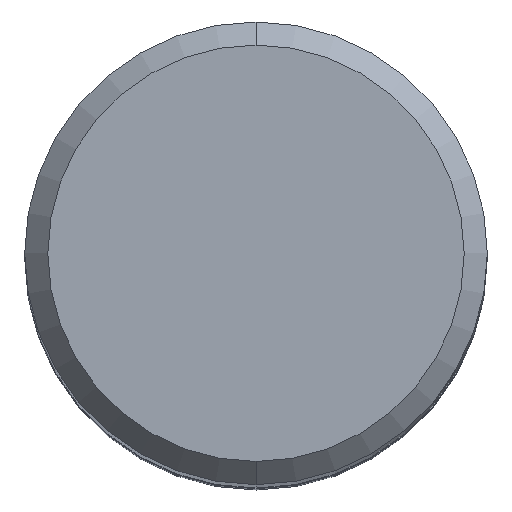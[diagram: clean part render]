
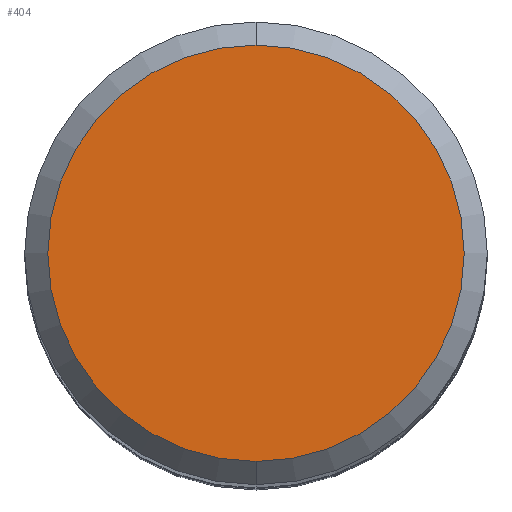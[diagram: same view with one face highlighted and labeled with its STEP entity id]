
A CAD part, top view. The second image highlights one B-rep face of the part: STEP entity #404.
In plain terms, the highlighted planar face has unit normal (0, 0, 1).
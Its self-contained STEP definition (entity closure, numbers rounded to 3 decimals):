
#278=EDGE_CURVE('',#466,#406,#605,.T.);
#314=EDGE_CURVE('',#406,#466,#645,.T.);
#404=ADVANCED_FACE('',(#744),#745,.T.);
#406=VERTEX_POINT('',#747);
#466=VERTEX_POINT('',#811);
#605=CIRCLE('',#1074,5.4);
#645=CIRCLE('',#1152,5.4);
#744=FACE_OUTER_BOUND('',#1326,.T.);
#745=PLANE('',#1327);
#747=CARTESIAN_POINT('',(0.0,5.4,0.0));
#811=CARTESIAN_POINT('',(0.,-5.4,0.0));
#1074=AXIS2_PLACEMENT_3D('',#1678,#1679,#1680);
#1152=AXIS2_PLACEMENT_3D('',#1714,#1715,#1716);
#1326=EDGE_LOOP('',(#1833,#1834));
#1327=AXIS2_PLACEMENT_3D('',#1835,#1836,#1837);
#1678=CARTESIAN_POINT('',(0.0,0.0,0.0));
#1679=DIRECTION('',(0.0,0.0,-1.0));
#1680=DIRECTION('',(0.0,1.0,0.0));
#1714=CARTESIAN_POINT('',(0.0,0.0,0.0));
#1715=DIRECTION('',(0.0,0.0,-1.0));
#1716=DIRECTION('',(0.0,1.0,0.0));
#1833=ORIENTED_EDGE('',*,*,#314,.F.);
#1834=ORIENTED_EDGE('',*,*,#278,.F.);
#1835=CARTESIAN_POINT('',(0.0,2.7,0.0));
#1836=DIRECTION('',(-0.0,0.0,1.0));
#1837=DIRECTION('',(0.0,-1.0,0.0));
